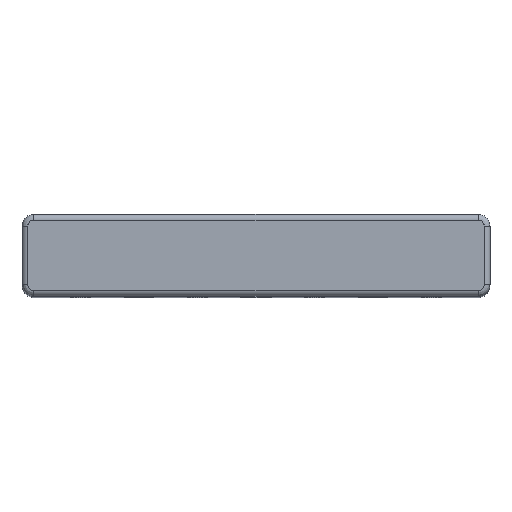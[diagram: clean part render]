
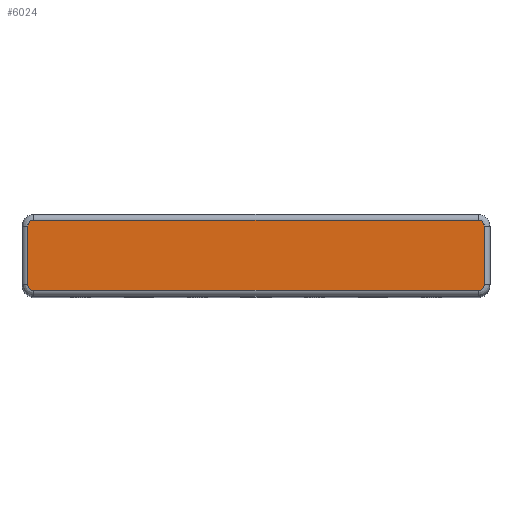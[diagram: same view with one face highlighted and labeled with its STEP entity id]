
A CAD part, top view. The second image highlights one B-rep face of the part: STEP entity #6024.
In plain terms, the highlighted planar face has unit normal (0, 0, 1).
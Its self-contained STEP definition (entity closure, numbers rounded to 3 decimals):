
#132=PLANE('',#6653);
#486=FACE_OUTER_BOUND('',#848,.T.);
#848=EDGE_LOOP('',(#5500,#5501,#5502,#5503,#5504,#5505,#5506,#5507));
#1465=LINE('',#12987,#1886);
#1467=LINE('',#12993,#1888);
#1468=LINE('',#12997,#1889);
#1469=LINE('',#13001,#1890);
#1886=VECTOR('',#8197,10.);
#1888=VECTOR('',#8203,10.);
#1889=VECTOR('',#8206,10.);
#1890=VECTOR('',#8209,10.);
#2184=CIRCLE('',#6648,2.);
#2187=CIRCLE('',#6654,2.);
#2188=CIRCLE('',#6655,2.);
#2189=CIRCLE('',#6656,2.);
#2800=VERTEX_POINT('',#12971);
#2803=VERTEX_POINT('',#12976);
#2806=VERTEX_POINT('',#12986);
#2808=VERTEX_POINT('',#12992);
#2809=VERTEX_POINT('',#12994);
#2810=VERTEX_POINT('',#12996);
#2811=VERTEX_POINT('',#12998);
#2812=VERTEX_POINT('',#13000);
#3703=EDGE_CURVE('',#2803,#2800,#2184,.T.);
#3707=EDGE_CURVE('',#2800,#2806,#1465,.T.);
#3710=EDGE_CURVE('',#2808,#2803,#1467,.T.);
#3711=EDGE_CURVE('',#2809,#2808,#2187,.T.);
#3712=EDGE_CURVE('',#2810,#2809,#1468,.T.);
#3713=EDGE_CURVE('',#2811,#2810,#2188,.T.);
#3714=EDGE_CURVE('',#2812,#2811,#1469,.T.);
#3715=EDGE_CURVE('',#2806,#2812,#2189,.T.);
#5500=ORIENTED_EDGE('',*,*,#3703,.F.);
#5501=ORIENTED_EDGE('',*,*,#3710,.F.);
#5502=ORIENTED_EDGE('',*,*,#3711,.F.);
#5503=ORIENTED_EDGE('',*,*,#3712,.F.);
#5504=ORIENTED_EDGE('',*,*,#3713,.F.);
#5505=ORIENTED_EDGE('',*,*,#3714,.F.);
#5506=ORIENTED_EDGE('',*,*,#3715,.F.);
#5507=ORIENTED_EDGE('',*,*,#3707,.F.);
#6024=ADVANCED_FACE('',(#486),#132,.T.);
#6648=AXIS2_PLACEMENT_3D('',#12978,#8187,#8188);
#6653=AXIS2_PLACEMENT_3D('',#12991,#8201,#8202);
#6654=AXIS2_PLACEMENT_3D('',#12995,#8204,#8205);
#6655=AXIS2_PLACEMENT_3D('',#12999,#8207,#8208);
#6656=AXIS2_PLACEMENT_3D('',#13002,#8210,#8211);
#8187=DIRECTION('center_axis',(0.,0.,-1.));
#8188=DIRECTION('ref_axis',(-0.707,-0.707,0.));
#8197=DIRECTION('',(0.,1.,0.));
#8201=DIRECTION('center_axis',(0.,0.,1.));
#8202=DIRECTION('ref_axis',(1.,0.,0.));
#8203=DIRECTION('',(-1.,0.,0.));
#8204=DIRECTION('center_axis',(0.,0.,-1.));
#8205=DIRECTION('ref_axis',(0.707,-0.707,0.));
#8206=DIRECTION('',(0.,-1.,0.));
#8207=DIRECTION('center_axis',(0.,0.,-1.));
#8208=DIRECTION('ref_axis',(0.707,0.707,0.));
#8209=DIRECTION('',(1.,0.,0.));
#8210=DIRECTION('center_axis',(0.,0.,-1.));
#8211=DIRECTION('ref_axis',(-0.707,0.707,0.));
#12971=CARTESIAN_POINT('',(-78.,-10.,4.));
#12976=CARTESIAN_POINT('',(-76.,-12.,4.));
#12978=CARTESIAN_POINT('Origin',(-76.,-10.,4.));
#12986=CARTESIAN_POINT('',(-78.,10.,4.));
#12987=CARTESIAN_POINT('',(-78.,-7.,4.));
#12991=CARTESIAN_POINT('Origin',(0.,0.,
4.));
#12992=CARTESIAN_POINT('',(76.,-12.,4.));
#12993=CARTESIAN_POINT('',(40.,-12.,4.));
#12994=CARTESIAN_POINT('',(78.,-10.,4.));
#12995=CARTESIAN_POINT('Origin',(76.,-10.,4.));
#12996=CARTESIAN_POINT('',(78.,10.,4.));
#12997=CARTESIAN_POINT('',(78.,7.,4.));
#12998=CARTESIAN_POINT('',(76.,12.,4.));
#12999=CARTESIAN_POINT('Origin',(76.,10.,4.));
#13000=CARTESIAN_POINT('',(-76.,12.,4.));
#13001=CARTESIAN_POINT('',(-40.,12.,4.));
#13002=CARTESIAN_POINT('Origin',(-76.,10.,4.));
